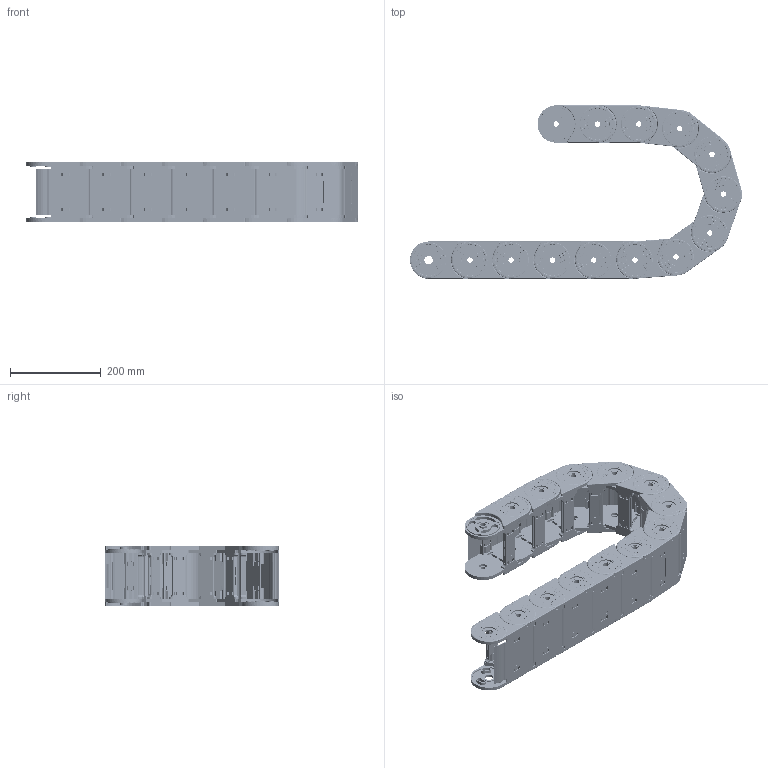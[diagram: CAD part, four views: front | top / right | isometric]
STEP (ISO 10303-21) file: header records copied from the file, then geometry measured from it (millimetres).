
FILE_DESCRIPTION (( 'STEP AP214' ), '1' );
FILE_NAME ('CK60-Y100-R150.STEP', '2019-09-06T11:52:27', ( '' ), ( '' ), 'SwSTEP 2.0', 'SolidWorks 2017', '' );
FILE_SCHEMA (( 'AUTOMOTIVE_DESIGN' ));
Length unit declared in the file: millimetre
Products named in the file (2): CK60-Y100-R150; CK60-Y100
Assembly tree (13 placements, depth 2):
  CK60-Y100-R150
    CK60-Y100  x13
Bounding box: 731.96 x 382.41 x 133.06 mm (x, y, z)
Volume: 3104780 mm3; surface area: 1733728.8 mm2
Topology: 52 solids, 52 shells, 11843 faces, 31265 edges, 20358 vertices
Faces by surface type: plane 5174, cylinder 3627, bspline 2574, torus 364, sphere 104
Entity records: 37668 total; most frequent: CARTESIAN_POINT 16582, ORIENTED_EDGE 4794, DIRECTION 3829, EDGE_CURVE 2397, VERTEX_POINT 1566, LINE 1331, VECTOR 1331, AXIS2_PLACEMENT_3D 1249
